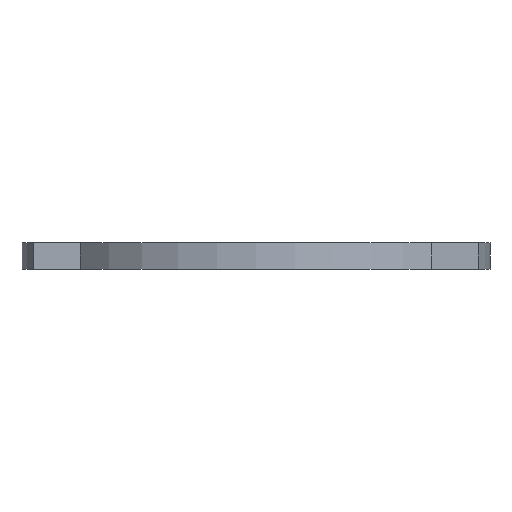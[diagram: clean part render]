
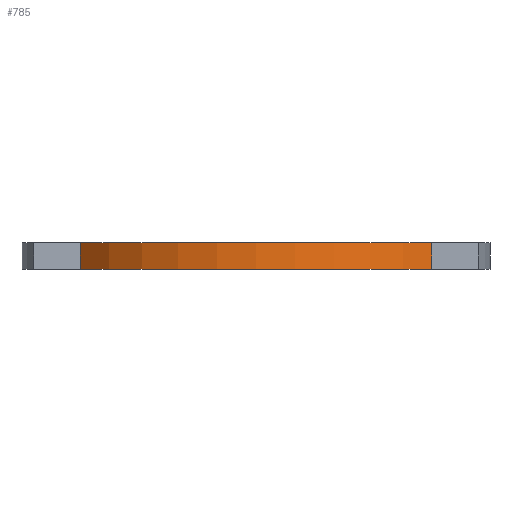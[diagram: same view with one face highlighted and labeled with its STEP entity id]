
A CAD part, front view. The second image highlights one B-rep face of the part: STEP entity #785.
In plain terms, the highlighted cylindrical face has radius 70 mm (diameter 140 mm), a partial arc.
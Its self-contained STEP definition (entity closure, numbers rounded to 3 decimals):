
#133=CARTESIAN_POINT('Vertex',(-52.5,-46.301,22.458)) ;
#136=CARTESIAN_POINT('Axis2P3D Location',(0.,0.,22.458)) ;
#140=CARTESIAN_POINT('Vertex',(52.5,-46.301,22.458)) ;
#482=CARTESIAN_POINT('Vertex',(52.5,-46.301,14.458)) ;
#485=CARTESIAN_POINT('Axis2P3D Location',(0.,0.,14.458)) ;
#489=CARTESIAN_POINT('Vertex',(-52.5,-46.301,14.458)) ;
#764=CARTESIAN_POINT('Axis2P3D Location',(0.,0.,18.458)) ;
#769=CARTESIAN_POINT('Line Origine',(52.5,-46.301,18.458)) ;
#774=CARTESIAN_POINT('Line Origine',(-52.5,-46.301,18.458)) ;
#137=DIRECTION('Axis2P3D Direction',(0.,0.,1.)) ;
#486=DIRECTION('Axis2P3D Direction',(0.,0.,1.)) ;
#765=DIRECTION('Axis2P3D Direction',(0.,0.,1.)) ;
#766=DIRECTION('Axis2P3D XDirection',(1.,0.,0.)) ;
#770=DIRECTION('Vector Direction',(0.,0.,1.)) ;
#775=DIRECTION('Vector Direction',(0.,0.,1.)) ;
#138=AXIS2_PLACEMENT_3D('Circle Axis2P3D',#136,#137,$) ;
#487=AXIS2_PLACEMENT_3D('Circle Axis2P3D',#485,#486,$) ;
#767=AXIS2_PLACEMENT_3D('Cylinder Axis2P3D',#764,#765,#766) ;
#780=ORIENTED_EDGE('',*,*,#491,.T.) ;
#781=ORIENTED_EDGE('',*,*,#773,.T.) ;
#782=ORIENTED_EDGE('',*,*,#142,.F.) ;
#783=ORIENTED_EDGE('',*,*,#778,.F.) ;
#771=VECTOR('Line Direction',#770,1.) ;
#776=VECTOR('Line Direction',#775,1.) ;
#785=ADVANCED_FACE('',(#784),#768,.T.) ;
#139=CIRCLE('generated circle',#138,70.) ;
#488=CIRCLE('generated circle',#487,70.) ;
#768=CYLINDRICAL_SURFACE('generated cylinder',#767,70.) ;
#142=EDGE_CURVE('',#134,#141,#139,.T.) ;
#491=EDGE_CURVE('',#490,#483,#488,.T.) ;
#773=EDGE_CURVE('',#483,#141,#772,.T.) ;
#778=EDGE_CURVE('',#490,#134,#777,.T.) ;
#779=EDGE_LOOP('',(#780,#781,#782,#783)) ;
#784=FACE_OUTER_BOUND('',#779,.T.) ;
#772=LINE('Line',#769,#771) ;
#777=LINE('Line',#774,#776) ;
#134=VERTEX_POINT('',#133) ;
#141=VERTEX_POINT('',#140) ;
#483=VERTEX_POINT('',#482) ;
#490=VERTEX_POINT('',#489) ;
